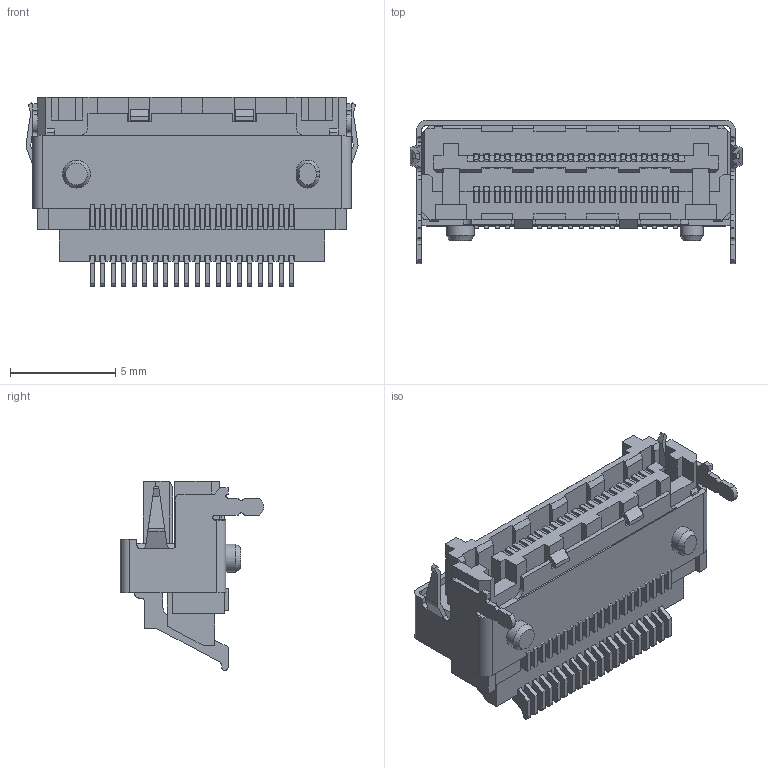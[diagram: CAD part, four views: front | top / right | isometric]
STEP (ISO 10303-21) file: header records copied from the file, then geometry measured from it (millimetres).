
FILE_DESCRIPTION( ( 'STEP AP214' ), '1' );
FILE_NAME( 'LSHM-120-01-L-DH-A-S-TR.stp', '2019-10-24T21:33:36', ( '' ), ( '' ), ' ', 'PARTsolutions', ' ' );
FILE_SCHEMA( ( 'AUTOMOTIVE_DESIGN { 1 0 10303 214 1 1 1 1 }' ) );
Length unit declared in the file: millimetre
Products named in the file (3): LSHM-120-01-L-DH-A-S-TR; _STRLSHM-20-01-DH-A-S; _C-185--20-01-DH1P
Assembly tree (2 placements, depth 2):
  LSHM-120-01-L-DH-A-S-TR
    _STRLSHM-20-01-DH-A-S
    _C-185--20-01-DH1P
Bounding box: 15.8 x 6.83 x 9 mm (x, y, z)
Volume: 334.1 mm3; surface area: 1717.2 mm2
Topology: 2 solids, 2 shells, 1635 faces, 4845 edges, 3138 vertices
Faces by surface type: plane 1488, cylinder 144, cone 3
Full cylindrical faces by diameter (mm): 1.32 x2
Entity records: 66722 total; most frequent: ORIENTED_EDGE 9682, CARTESIAN_POINT 9616, DIRECTION 8422, EDGE_CURVE 4841, LINE 4536, VECTOR 4536, VERTEX_POINT 3137, AXIS2_PLACEMENT_3D 1943
